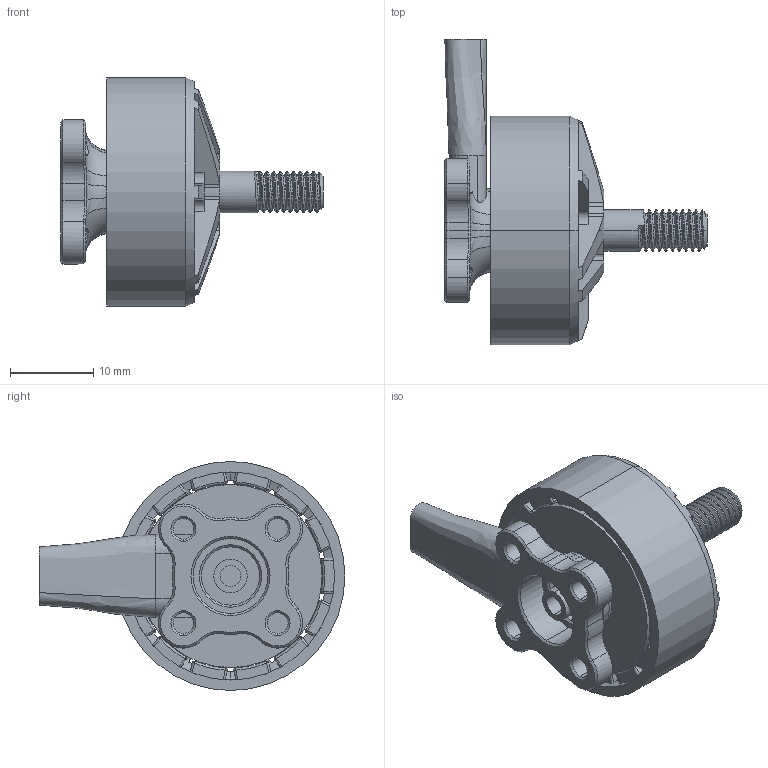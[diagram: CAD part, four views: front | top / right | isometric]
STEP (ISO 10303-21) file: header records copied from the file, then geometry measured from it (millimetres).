
FILE_DESCRIPTION (( 'STEP AP203' ), '1' );
FILE_NAME ('Velox_2207.STEP', '2025-02-09T22:51:00', ( '' ), ( '' ), 'SwSTEP 2.0', 'SolidWorks 2024', '' );
FILE_SCHEMA (( 'CONFIG_CONTROL_DESIGN' ));
Length unit declared in the file: millimetre
Products named in the file (1): Velox_2207
Bounding box: 31.5 x 36.75 x 27.5 mm (x, y, z)
Volume: 6046.2 mm3; surface area: 6313.1 mm2
Topology: 3 solids, 3 shells, 560 faces, 1422 edges, 844 vertices
Faces by surface type: cylinder 221, plane 115, cone 77, sphere 72, torus 40, bspline 35
Entity records: 20490 total; most frequent: CARTESIAN_POINT 7441, DIRECTION 2773, ORIENTED_EDGE 2752, EDGE_CURVE 1376, AXIS2_PLACEMENT_3D 1154, VERTEX_POINT 823, CIRCLE 628, EDGE_LOOP 589
